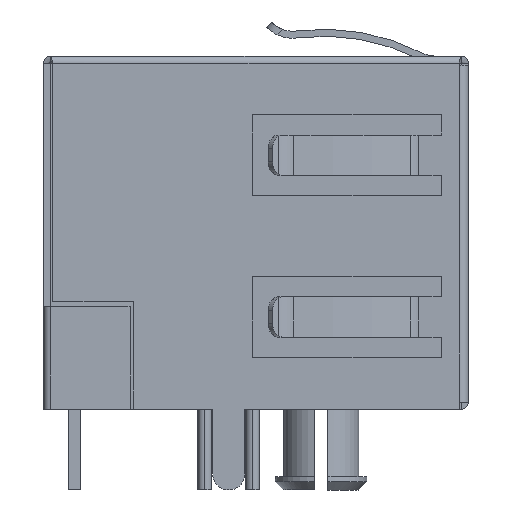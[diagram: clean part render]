
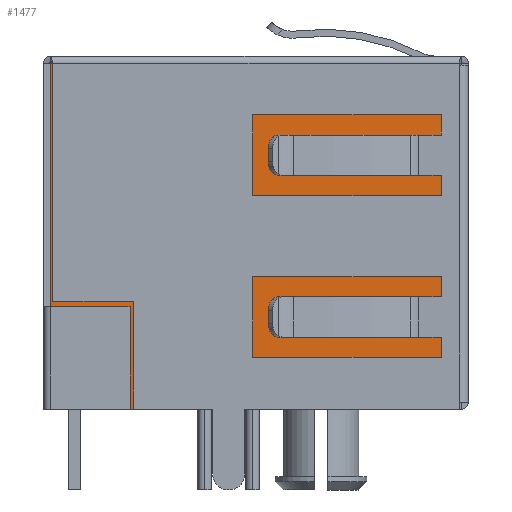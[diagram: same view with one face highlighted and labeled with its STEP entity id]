
A CAD part, left-side view. The second image highlights one B-rep face of the part: STEP entity #1477.
In plain terms, the highlighted planar face has unit normal (-1, 0, 0).
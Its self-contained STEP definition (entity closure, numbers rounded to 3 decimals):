
#1477 = ADVANCED_FACE ( 'NONE', ( #13460 ), #39124, .T. ) ;
#2068 = CARTESIAN_POINT ( 'NONE',  ( -15.87, -7.615, -0.26 ) ) ;
#2852 = CARTESIAN_POINT ( 'NONE',  ( -15.87, 7.615, -0.26 ) ) ;
#2853 = LINE ( 'NONE', #12703, #28709 ) ;
#3917 = LINE ( 'NONE', #22813, #30155 ) ;
#5286 = LINE ( 'NONE', #39789, #29736 ) ;
#7064 = EDGE_LOOP ( 'NONE', ( #33004, #17474, #12497, #33500, #31198, #13179 ) ) ;
#11376 = DIRECTION ( 'NONE',  ( 0., 0., -1. ) ) ;
#12497 = ORIENTED_EDGE ( 'NONE', *, *, #39370, .F. ) ;
#12703 = CARTESIAN_POINT ( 'NONE',  ( -15.87, 7.615, -13.1 ) ) ;
#13179 = ORIENTED_EDGE ( 'NONE', *, *, #37443, .F. ) ;
#13460 = FACE_OUTER_BOUND ( 'NONE', #7064, .T. ) ;
#14228 = VERTEX_POINT ( 'NONE', #18214 ) ;
#14881 = VECTOR ( 'NONE', #11376, 1000. ) ;
#15671 = CARTESIAN_POINT ( 'NONE',  ( -15.87, 7.615, 0.002 ) ) ;
#16386 = EDGE_CURVE ( 'NONE', #34332, #21921, #5286, .T. ) ;
#17474 = ORIENTED_EDGE ( 'NONE', *, *, #40683, .F. ) ;
#18214 = CARTESIAN_POINT ( 'NONE',  ( -15.87, -7.615, -12.8 ) ) ;
#18352 = LINE ( 'NONE', #31185, #41571 ) ;
#18765 = DIRECTION ( 'NONE',  ( 0., 0., -1. ) ) ;
#19459 = VECTOR ( 'NONE', #29464, 1000. ) ;
#20408 = AXIS2_PLACEMENT_3D ( 'NONE', #15671, #35232, #28466 ) ;
#21263 = LINE ( 'NONE', #37461, #14881 ) ;
#21921 = VERTEX_POINT ( 'NONE', #2852 ) ;
#22729 = CARTESIAN_POINT ( 'NONE',  ( -15.87, -7.615, -12.8 ) ) ;
#22813 = CARTESIAN_POINT ( 'NONE',  ( -15.87, 7.615, 0.002 ) ) ;
#24383 = DIRECTION ( 'NONE',  ( 0., 1., 0. ) ) ;
#25458 = LINE ( 'NONE', #22729, #19459 ) ;
#25506 = DIRECTION ( 'NONE',  ( 0., 1., 0. ) ) ;
#26591 = CARTESIAN_POINT ( 'NONE',  ( -15.87, -6.315, -13.1 ) ) ;
#28466 = DIRECTION ( 'NONE',  ( 0., 0., -1. ) ) ;
#28709 = VECTOR ( 'NONE', #25506, 1000. ) ;
#29114 = VERTEX_POINT ( 'NONE', #26591 ) ;
#29464 = DIRECTION ( 'NONE',  ( 0., 1., 0. ) ) ;
#29736 = VECTOR ( 'NONE', #24383, 1000. ) ;
#29984 = DIRECTION ( 'NONE',  ( 0., 0., -1. ) ) ;
#30155 = VECTOR ( 'NONE', #29984, 1000. ) ;
#30258 = EDGE_CURVE ( 'NONE', #40789, #29114, #21263, .T. ) ;
#31185 = CARTESIAN_POINT ( 'NONE',  ( -15.87, -7.615, 0.002 ) ) ;
#31198 = ORIENTED_EDGE ( 'NONE', *, *, #31479, .T. ) ;
#31465 = CARTESIAN_POINT ( 'NONE',  ( -15.87, 7.615, -13.1 ) ) ;
#31479 = EDGE_CURVE ( 'NONE', #21921, #31747, #3917, .T. ) ;
#31747 = VERTEX_POINT ( 'NONE', #31465 ) ;
#33004 = ORIENTED_EDGE ( 'NONE', *, *, #30258, .F. ) ;
#33500 = ORIENTED_EDGE ( 'NONE', *, *, #16386, .T. ) ;
#34332 = VERTEX_POINT ( 'NONE', #2068 ) ;
#34958 = CARTESIAN_POINT ( 'NONE',  ( -15.87, -6.315, -12.8 ) ) ;
#35232 = DIRECTION ( 'NONE',  ( -1., 0., 0. ) ) ;
#37443 = EDGE_CURVE ( 'NONE', #29114, #31747, #2853, .T. ) ;
#37461 = CARTESIAN_POINT ( 'NONE',  ( -15.87, -6.315, -12.8 ) ) ;
#39124 = PLANE ( 'NONE',  #20408 ) ;
#39370 = EDGE_CURVE ( 'NONE', #34332, #14228, #18352, .T. ) ;
#39789 = CARTESIAN_POINT ( 'NONE',  ( -15.87, 7.615, -0.26 ) ) ;
#40683 = EDGE_CURVE ( 'NONE', #14228, #40789, #25458, .T. ) ;
#40789 = VERTEX_POINT ( 'NONE', #34958 ) ;
#41571 = VECTOR ( 'NONE', #18765, 1000. ) ;
